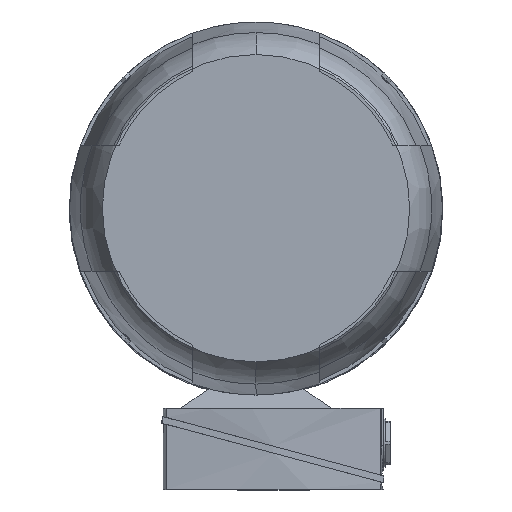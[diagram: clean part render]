
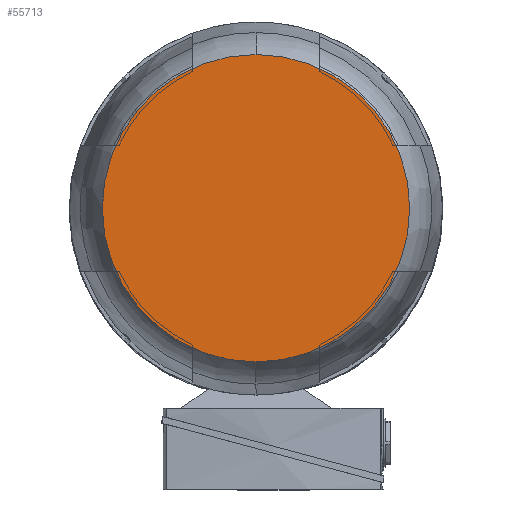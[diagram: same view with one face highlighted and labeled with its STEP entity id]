
A CAD part, top view. The second image highlights one B-rep face of the part: STEP entity #55713.
In plain terms, the highlighted face is planar.
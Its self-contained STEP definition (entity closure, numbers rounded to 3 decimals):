
#1924 = CIRCLE ( 'NONE', #51621, 185. ) ;
#2941 = AXIS2_PLACEMENT_3D ( 'NONE', #17458, #26225, #8401 ) ;
#5967 = DIRECTION ( 'NONE',  ( 0., 0., 1. ) ) ;
#8401 = DIRECTION ( 'NONE',  ( 0., 0., 1. ) ) ;
#13007 = CARTESIAN_POINT ( 'NONE',  ( 0., 620., 185. ) ) ;
#16371 = CARTESIAN_POINT ( 'NONE',  ( 0., 620., -185. ) ) ;
#17253 = VERTEX_POINT ( 'NONE', #16371 ) ;
#17458 = CARTESIAN_POINT ( 'NONE',  ( 0., 620., 0. ) ) ;
#18173 = VERTEX_POINT ( 'NONE', #13007 ) ;
#18622 = DIRECTION ( 'NONE',  ( 0., 0., 1. ) ) ;
#19318 = CARTESIAN_POINT ( 'NONE',  ( 0., 620., 92.5 ) ) ;
#23151 = CARTESIAN_POINT ( 'NONE',  ( 0., 620., 0. ) ) ;
#23553 = FACE_OUTER_BOUND ( 'NONE', #38180, .T. ) ;
#26225 = DIRECTION ( 'NONE',  ( 0., 1., 0. ) ) ;
#26747 = EDGE_CURVE ( 'NONE', #18173, #17253, #1924, .T. ) ;
#32917 = EDGE_CURVE ( 'NONE', #17253, #18173, #48104, .T. ) ;
#37420 = ORIENTED_EDGE ( 'NONE', *, *, #26747, .T. ) ;
#38180 = EDGE_LOOP ( 'NONE', ( #38737, #37420 ) ) ;
#38737 = ORIENTED_EDGE ( 'NONE', *, *, #32917, .T. ) ;
#40388 = DIRECTION ( 'NONE',  ( 0., 1., 0. ) ) ;
#40653 = AXIS2_PLACEMENT_3D ( 'NONE', #19318, #41078, #5967 ) ;
#41078 = DIRECTION ( 'NONE',  ( 0., 1., 0. ) ) ;
#44740 = PLANE ( 'NONE',  #40653 ) ;
#48104 = CIRCLE ( 'NONE', #2941, 185. ) ;
#51621 = AXIS2_PLACEMENT_3D ( 'NONE', #23151, #40388, #18622 ) ;
#55713 = ADVANCED_FACE ( 'NONE', ( #23553 ), #44740, .T. ) ;
